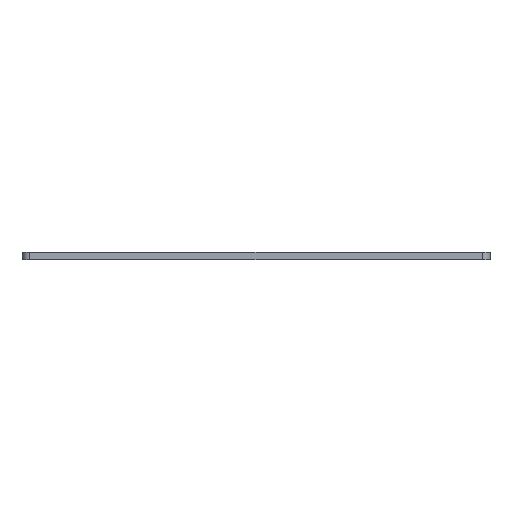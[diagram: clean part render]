
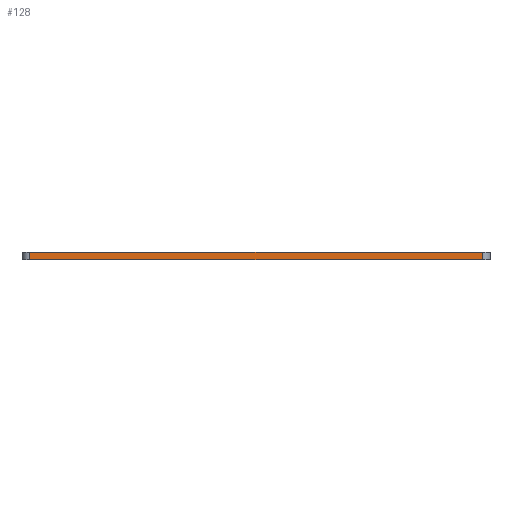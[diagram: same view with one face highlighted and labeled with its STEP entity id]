
A CAD part, front view. The second image highlights one B-rep face of the part: STEP entity #128.
In plain terms, the highlighted planar face has unit normal (0, -1, 0).
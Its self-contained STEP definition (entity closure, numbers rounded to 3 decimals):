
#128 = ADVANCED_FACE ( 'NONE', ( #952 ), #1445, .T. ) ;
#168 = AXIS2_PLACEMENT_3D ( 'NONE', #1607, #1211, #394 ) ;
#217 = VERTEX_POINT ( 'NONE', #836 ) ;
#218 = VERTEX_POINT ( 'NONE', #1505 ) ;
#265 = ORIENTED_EDGE ( 'NONE', *, *, #647, .T. ) ;
#296 = EDGE_LOOP ( 'NONE', ( #1125, #265, #1038, #1696 ) ) ;
#350 = DIRECTION ( 'NONE',  ( 0., 0., -1. ) ) ;
#386 = LINE ( 'NONE', #909, #565 ) ;
#390 = DIRECTION ( 'NONE',  ( 1., 0., 0. ) ) ;
#394 = DIRECTION ( 'NONE',  ( 1., 0., 0. ) ) ;
#497 = DIRECTION ( 'NONE',  ( 0., 0., 1. ) ) ;
#503 = EDGE_CURVE ( 'NONE', #217, #218, #1320, .T. ) ;
#523 = CARTESIAN_POINT ( 'NONE',  ( -60., -22.5, 0. ) ) ;
#565 = VECTOR ( 'NONE', #350, 1000. ) ;
#647 = EDGE_CURVE ( 'NONE', #218, #1375, #1296, .T. ) ;
#657 = VERTEX_POINT ( 'NONE', #1177 ) ;
#832 = CARTESIAN_POINT ( 'NONE',  ( 58., -22.5, 2. ) ) ;
#836 = CARTESIAN_POINT ( 'NONE',  ( -58., -22.5, 0. ) ) ;
#883 = EDGE_CURVE ( 'NONE', #657, #217, #386, .T. ) ;
#909 = CARTESIAN_POINT ( 'NONE',  ( -58., -22.5, 0. ) ) ;
#933 = VECTOR ( 'NONE', #497, 1000. ) ;
#952 = FACE_OUTER_BOUND ( 'NONE', #296, .T. ) ;
#1038 = ORIENTED_EDGE ( 'NONE', *, *, #1212, .F. ) ;
#1066 = LINE ( 'NONE', #1492, #1129 ) ;
#1125 = ORIENTED_EDGE ( 'NONE', *, *, #503, .T. ) ;
#1129 = VECTOR ( 'NONE', #1225, 1000. ) ;
#1177 = CARTESIAN_POINT ( 'NONE',  ( -58., -22.5, 2. ) ) ;
#1211 = DIRECTION ( 'NONE',  ( 0., -1., 0. ) ) ;
#1212 = EDGE_CURVE ( 'NONE', #657, #1375, #1066, .T. ) ;
#1225 = DIRECTION ( 'NONE',  ( 1., 0., 0. ) ) ;
#1296 = LINE ( 'NONE', #1440, #933 ) ;
#1320 = LINE ( 'NONE', #523, #1683 ) ;
#1375 = VERTEX_POINT ( 'NONE', #832 ) ;
#1440 = CARTESIAN_POINT ( 'NONE',  ( 58., -22.5, 0. ) ) ;
#1445 = PLANE ( 'NONE',  #168 ) ;
#1492 = CARTESIAN_POINT ( 'NONE',  ( 0., -22.5, 2. ) ) ;
#1505 = CARTESIAN_POINT ( 'NONE',  ( 58., -22.5, 0. ) ) ;
#1607 = CARTESIAN_POINT ( 'NONE',  ( -60., -22.5, 0. ) ) ;
#1683 = VECTOR ( 'NONE', #390, 1000. ) ;
#1696 = ORIENTED_EDGE ( 'NONE', *, *, #883, .T. ) ;
